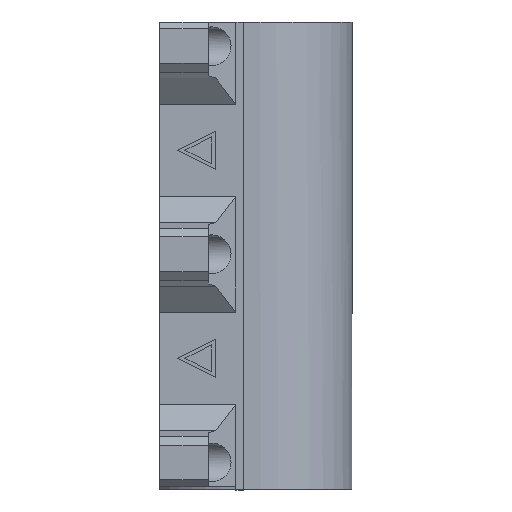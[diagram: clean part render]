
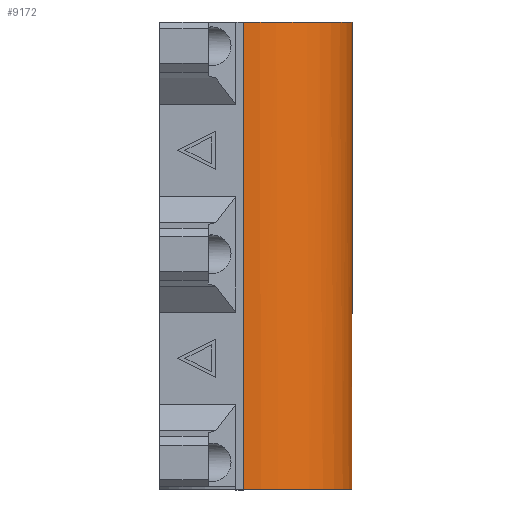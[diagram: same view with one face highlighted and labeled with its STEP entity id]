
A CAD part, front view. The second image highlights one B-rep face of the part: STEP entity #9172.
In plain terms, the highlighted cylindrical face has radius 14.828 mm (diameter 29.656 mm), a partial arc.
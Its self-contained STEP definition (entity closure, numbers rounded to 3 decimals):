
#551=CYLINDRICAL_SURFACE('',#9714,14.828);
#587=CIRCLE('',#9668,14.828);
#598=CIRCLE('',#9697,14.828);
#611=CIRCLE('',#9713,14.828);
#765=FACE_OUTER_BOUND('',#1282,.T.);
#1282=EDGE_LOOP('',(#6301,#6302,#6303,#6304,#6305,#6306));
#1789=LINE('',#11921,#2750);
#1875=LINE('',#12138,#2836);
#1925=LINE('',#12252,#2886);
#2750=VECTOR('',#10103,10.);
#2836=VECTOR('',#10295,10.);
#2886=VECTOR('',#10371,10.);
#3705=VERTEX_POINT('',#11918);
#3706=VERTEX_POINT('',#11920);
#3752=VERTEX_POINT('',#12041);
#3753=VERTEX_POINT('',#12043);
#3776=VERTEX_POINT('',#12119);
#3784=VERTEX_POINT('',#12137);
#4648=EDGE_CURVE('',#3705,#3706,#1789,.T.);
#4708=EDGE_CURVE('',#3753,#3752,#587,.T.);
#4743=EDGE_CURVE('',#3706,#3776,#598,.T.);
#4752=EDGE_CURVE('',#3753,#3784,#1875,.T.);
#4811=EDGE_CURVE('',#3705,#3784,#611,.T.);
#4812=EDGE_CURVE('',#3776,#3752,#1925,.T.);
#6301=ORIENTED_EDGE('',*,*,#4811,.T.);
#6302=ORIENTED_EDGE('',*,*,#4752,.F.);
#6303=ORIENTED_EDGE('',*,*,#4708,.T.);
#6304=ORIENTED_EDGE('',*,*,#4812,.F.);
#6305=ORIENTED_EDGE('',*,*,#4743,.F.);
#6306=ORIENTED_EDGE('',*,*,#4648,.F.);
#9172=ADVANCED_FACE('',(#765),#551,.T.);
#9668=AXIS2_PLACEMENT_3D('',#12044,#10198,#10199);
#9697=AXIS2_PLACEMENT_3D('',#12120,#10280,#10281);
#9713=AXIS2_PLACEMENT_3D('',#12250,#10367,#10368);
#9714=AXIS2_PLACEMENT_3D('',#12251,#10369,#10370);
#10103=DIRECTION('',(0.,0.,1.));
#10198=DIRECTION('center_axis',(0.,0.,
-1.));
#10199=DIRECTION('ref_axis',(-1.,0.,0.));
#10280=DIRECTION('center_axis',(0.,0.,
1.));
#10281=DIRECTION('ref_axis',(1.,0.,0.));
#10295=DIRECTION('',(0.,0.,-1.));
#10367=DIRECTION('center_axis',(0.,0.,
1.));
#10368=DIRECTION('ref_axis',(-1.,0.,0.));
#10369=DIRECTION('center_axis',(0.,0.,
-1.));
#10370=DIRECTION('ref_axis',(1.,0.,0.));
#10371=DIRECTION('',(0.,0.,-1.));
#11918=CARTESIAN_POINT('',(87.582,30.437,-138.824));
#11920=CARTESIAN_POINT('',(87.582,30.437,-71.224));
#11921=CARTESIAN_POINT('',(87.582,30.437,-72.224));
#12041=CARTESIAN_POINT('',(101.67,52.041,-138.424));
#12043=CARTESIAN_POINT('',(75.494,52.37,-138.424));
#12044=CARTESIAN_POINT('Origin',(88.494,45.237,-138.424));
#12119=CARTESIAN_POINT('',(101.67,52.041,-71.224));
#12120=CARTESIAN_POINT('Origin',(88.494,45.237,-71.224));
#12137=CARTESIAN_POINT('',(75.494,52.37,-138.824));
#12138=CARTESIAN_POINT('',(75.494,52.37,-138.924));
#12250=CARTESIAN_POINT('Origin',(88.494,45.237,-138.824));
#12251=CARTESIAN_POINT('Origin',(88.494,45.237,-71.724));
#12252=CARTESIAN_POINT('',(101.67,52.041,-85.224));
